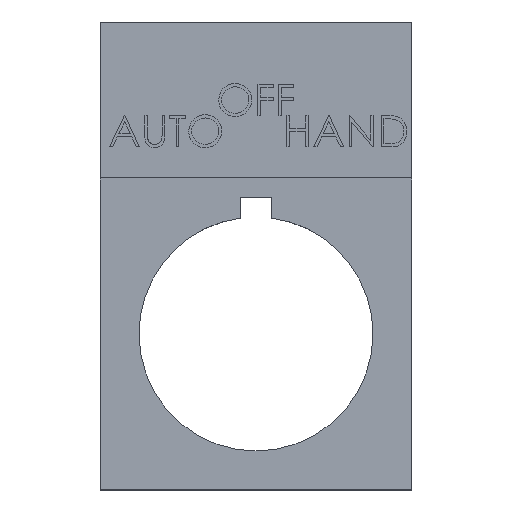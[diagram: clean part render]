
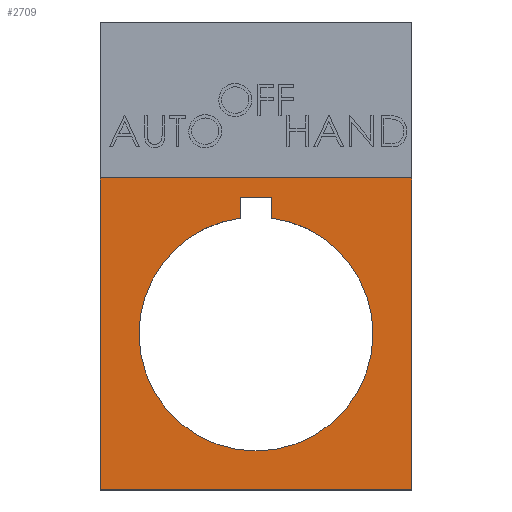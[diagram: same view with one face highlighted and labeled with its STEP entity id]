
A CAD part, top view. The second image highlights one B-rep face of the part: STEP entity #2709.
In plain terms, the highlighted planar face has unit normal (0, 0, 1).
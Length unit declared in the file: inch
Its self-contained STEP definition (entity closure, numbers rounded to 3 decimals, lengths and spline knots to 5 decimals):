
#258 = EDGE_LOOP ( 'NONE', ( #5143, #4910, #1307, #5680, #2540, #1284 ) ) ;
#334 = EDGE_CURVE ( 'NONE', #3807, #8501, #6610, .T. ) ;
#452 = CARTESIAN_POINT ( 'NONE',  ( 0.59055, -0.59055, 0.01969 ) ) ;
#832 = DIRECTION ( 'NONE',  ( -1., 0., 0. ) ) ;
#1237 = CARTESIAN_POINT ( 'NONE',  ( -0.59055, -0.59055, 0.01969 ) ) ;
#1264 = ORIENTED_EDGE ( 'NONE', *, *, #4747, .T. ) ;
#1284 = ORIENTED_EDGE ( 'NONE', *, *, #5710, .T. ) ;
#1307 = ORIENTED_EDGE ( 'NONE', *, *, #8082, .T. ) ;
#1445 = CARTESIAN_POINT ( 'NONE',  ( -0.44291, 0., 0.01969 ) ) ;
#1561 = VERTEX_POINT ( 'NONE', #6062 ) ;
#1728 = DIRECTION ( 'NONE',  ( 0., 0., -1. ) ) ;
#1791 = CARTESIAN_POINT ( 'NONE',  ( 0.59055, -0.59055, 0.01969 ) ) ;
#2138 = VECTOR ( 'NONE', #2381, 39.37008 ) ;
#2270 = EDGE_CURVE ( 'NONE', #3647, #3807, #6557, .T. ) ;
#2381 = DIRECTION ( 'NONE',  ( 0., 1., 0. ) ) ;
#2416 = LINE ( 'NONE', #7058, #7869 ) ;
#2465 = VERTEX_POINT ( 'NONE', #5193 ) ;
#2530 = CARTESIAN_POINT ( 'NONE',  ( 0., 0., 0.01969 ) ) ;
#2540 = ORIENTED_EDGE ( 'NONE', *, *, #8204, .T. ) ;
#2709 = ADVANCED_FACE ( 'NONE', ( #6861, #7285 ), #6755, .T. ) ;
#2715 = AXIS2_PLACEMENT_3D ( 'NONE', #2530, #7212, #3917 ) ;
#2731 = DIRECTION ( 'NONE',  ( 0., 0., 1. ) ) ;
#2762 = CARTESIAN_POINT ( 'NONE',  ( -0.19685, 0.59055, 0.01969 ) ) ;
#2784 = CARTESIAN_POINT ( 'NONE',  ( 0.05906, 0.5177, 0.01969 ) ) ;
#2791 = CARTESIAN_POINT ( 'NONE',  ( 0.59055, 0.59055, 0.01969 ) ) ;
#2830 = EDGE_LOOP ( 'NONE', ( #7907, #3390, #1264, #7109 ) ) ;
#2839 = VERTEX_POINT ( 'NONE', #2784 ) ;
#3390 = ORIENTED_EDGE ( 'NONE', *, *, #4463, .F. ) ;
#3391 = CARTESIAN_POINT ( 'NONE',  ( -0.05906, 0.5177, 0.01969 ) ) ;
#3494 = CARTESIAN_POINT ( 'NONE',  ( -0.59055, -0.59055, 0.01969 ) ) ;
#3495 = VERTEX_POINT ( 'NONE', #4625 ) ;
#3558 = VERTEX_POINT ( 'NONE', #3391 ) ;
#3647 = VERTEX_POINT ( 'NONE', #1791 ) ;
#3805 = EDGE_CURVE ( 'NONE', #2839, #1561, #4409, .T. ) ;
#3807 = VERTEX_POINT ( 'NONE', #1237 ) ;
#3917 = DIRECTION ( 'NONE',  ( 1., 0., 0. ) ) ;
#4024 = CARTESIAN_POINT ( 'NONE',  ( 0.44291, 0., 0.01969 ) ) ;
#4105 = CARTESIAN_POINT ( 'NONE',  ( -0.59055, 0.59055, 0.01969 ) ) ;
#4116 = CARTESIAN_POINT ( 'NONE',  ( -0.59055, 0.59055, 0.01969 ) ) ;
#4409 = LINE ( 'NONE', #5930, #7567 ) ;
#4463 = EDGE_CURVE ( 'NONE', #3495, #3647, #6146, .T. ) ;
#4625 = CARTESIAN_POINT ( 'NONE',  ( 0.59055, 0.59055, 0.01969 ) ) ;
#4747 = EDGE_CURVE ( 'NONE', #3495, #8501, #7568, .T. ) ;
#4803 = AXIS2_PLACEMENT_3D ( 'NONE', #6732, #2731, #7407 ) ;
#4839 = CARTESIAN_POINT ( 'NONE',  ( 0.19685, 0.59055, 0.01969 ) ) ;
#4910 = ORIENTED_EDGE ( 'NONE', *, *, #3805, .T. ) ;
#5002 = DIRECTION ( 'NONE',  ( 1., 0., 0. ) ) ;
#5028 = VECTOR ( 'NONE', #5306, 39.37008 ) ;
#5143 = ORIENTED_EDGE ( 'NONE', *, *, #6038, .T. ) ;
#5193 = CARTESIAN_POINT ( 'NONE',  ( -0.05906, 0.43896, 0.01969 ) ) ;
#5254 = CARTESIAN_POINT ( 'NONE',  ( -0.05906, 0.5177, 0.01969 ) ) ;
#5306 = DIRECTION ( 'NONE',  ( 0., 1., 0. ) ) ;
#5461 = CARTESIAN_POINT ( 'NONE',  ( 0., 0., 0.01969 ) ) ;
#5487 = DIRECTION ( 'NONE',  ( 1., 0., 0. ) ) ;
#5680 = ORIENTED_EDGE ( 'NONE', *, *, #6587, .T. ) ;
#5707 = CARTESIAN_POINT ( 'NONE',  ( 0., 0., 0.01969 ) ) ;
#5710 = EDGE_CURVE ( 'NONE', #2465, #3558, #6361, .T. ) ;
#5794 = DIRECTION ( 'NONE',  ( 0., -1., 0. ) ) ;
#5848 = CIRCLE ( 'NONE', #8171, 0.44291 ) ;
#5924 = VERTEX_POINT ( 'NONE', #1445 ) ;
#5930 = CARTESIAN_POINT ( 'NONE',  ( 0.05906, 0.43896, 0.01969 ) ) ;
#6038 = EDGE_CURVE ( 'NONE', #3558, #2839, #2416, .T. ) ;
#6062 = CARTESIAN_POINT ( 'NONE',  ( 0.05906, 0.43896, 0.01969 ) ) ;
#6146 = LINE ( 'NONE', #452, #8283 ) ;
#6321 = AXIS2_PLACEMENT_3D ( 'NONE', #5461, #8159, #5487 ) ;
#6355 = CARTESIAN_POINT ( 'NONE',  ( -0.59055, 1.1811, 0.01969 ) ) ;
#6361 = LINE ( 'NONE', #5254, #5028 ) ;
#6457 = VECTOR ( 'NONE', #832, 39.37008 ) ;
#6557 = LINE ( 'NONE', #3494, #6457 ) ;
#6587 = EDGE_CURVE ( 'NONE', #8549, #5924, #6882, .T. ) ;
#6610 = LINE ( 'NONE', #6355, #2138 ) ;
#6622 = DIRECTION ( 'NONE',  ( 0., -1., 0. ) ) ;
#6732 = CARTESIAN_POINT ( 'NONE',  ( 0., 0.29528, 0.01969 ) ) ;
#6743 = CIRCLE ( 'NONE', #2715, 0.44291 ) ;
#6755 = PLANE ( 'NONE',  #4803 ) ;
#6861 = FACE_BOUND ( 'NONE', #258, .T. ) ;
#6882 = CIRCLE ( 'NONE', #6321, 0.44291 ) ;
#7058 = CARTESIAN_POINT ( 'NONE',  ( 0.05906, 0.5177, 0.01969 ) ) ;
#7067 = DIRECTION ( 'NONE',  ( 1., 0., 0. ) ) ;
#7109 = ORIENTED_EDGE ( 'NONE', *, *, #334, .F. ) ;
#7212 = DIRECTION ( 'NONE',  ( 0., 0., -1. ) ) ;
#7285 = FACE_OUTER_BOUND ( 'NONE', #2830, .T. ) ;
#7407 = DIRECTION ( 'NONE',  ( 1., 0., 0. ) ) ;
#7567 = VECTOR ( 'NONE', #6622, 39.37008 ) ;
#7568 = B_SPLINE_CURVE_WITH_KNOTS ( 'NONE', 3,
 ( #2791, #4839, #2762, #4116 ),
 .UNSPECIFIED., .F., .F.,
 ( 4, 4 ),
 ( 0., 1. ),
 .UNSPECIFIED. ) ;
#7869 = VECTOR ( 'NONE', #5002, 39.37008 ) ;
#7907 = ORIENTED_EDGE ( 'NONE', *, *, #2270, .F. ) ;
#8082 = EDGE_CURVE ( 'NONE', #1561, #8549, #5848, .T. ) ;
#8159 = DIRECTION ( 'NONE',  ( 0., 0., -1. ) ) ;
#8171 = AXIS2_PLACEMENT_3D ( 'NONE', #5707, #1728, #7067 ) ;
#8204 = EDGE_CURVE ( 'NONE', #5924, #2465, #6743, .T. ) ;
#8283 = VECTOR ( 'NONE', #5794, 39.37008 ) ;
#8501 = VERTEX_POINT ( 'NONE', #4105 ) ;
#8549 = VERTEX_POINT ( 'NONE', #4024 ) ;
